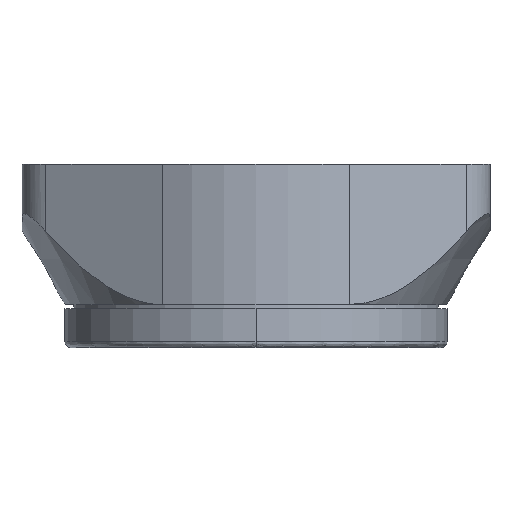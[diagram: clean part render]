
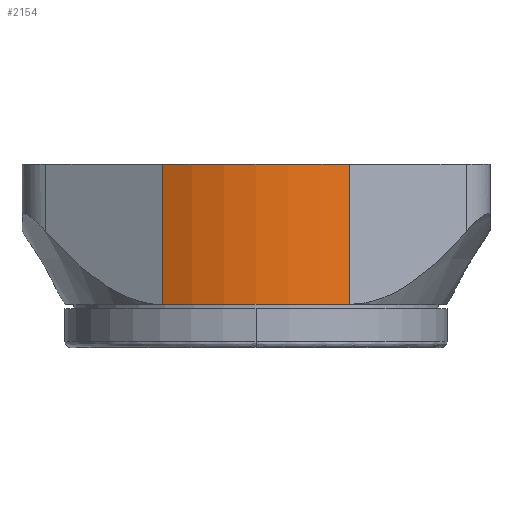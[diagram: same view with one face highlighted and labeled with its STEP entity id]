
A CAD part, top view. The second image highlights one B-rep face of the part: STEP entity #2154.
In plain terms, the highlighted cylindrical face has radius 49 mm (diameter 98 mm), a partial arc.
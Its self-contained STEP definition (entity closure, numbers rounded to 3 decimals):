
#356 = VECTOR ( 'NONE', #15275, 1000. ) ;
#954 = VERTEX_POINT ( 'NONE', #5434 ) ;
#2046 = VERTEX_POINT ( 'NONE', #9612 ) ;
#2154 = ADVANCED_FACE ( 'NONE', ( #3775 ), #18263, .T. ) ;
#2301 = AXIS2_PLACEMENT_3D ( 'NONE', #9682, #8844, #12843 ) ;
#2489 = CIRCLE ( 'NONE', #2301, 49. ) ;
#2695 = EDGE_CURVE ( 'NONE', #17943, #16416, #2489, .T. ) ;
#2719 = DIRECTION ( 'NONE',  ( 0., 0., -1. ) ) ;
#2742 = CARTESIAN_POINT ( 'NONE',  ( 0., 37.8, 0. ) ) ;
#2785 = AXIS2_PLACEMENT_3D ( 'NONE', #2742, #6349, #2719 ) ;
#3026 = EDGE_CURVE ( 'NONE', #16416, #2046, #11317, .T. ) ;
#3331 = CARTESIAN_POINT ( 'NONE',  ( -23.996, 37.8, 42.722 ) ) ;
#3374 = DIRECTION ( 'NONE',  ( 0., -1., 0. ) ) ;
#3773 = AXIS2_PLACEMENT_3D ( 'NONE', #13170, #13113, #12990 ) ;
#3775 = FACE_OUTER_BOUND ( 'NONE', #17043, .T. ) ;
#3807 = CIRCLE ( 'NONE', #3773, 49. ) ;
#5434 = CARTESIAN_POINT ( 'NONE',  ( 23.996, 0., 42.722 ) ) ;
#6349 = DIRECTION ( 'NONE',  ( 0., -1., 0. ) ) ;
#6725 = ORIENTED_EDGE ( 'NONE', *, *, #9892, .T. ) ;
#6914 = ORIENTED_EDGE ( 'NONE', *, *, #3026, .T. ) ;
#7776 = CARTESIAN_POINT ( 'NONE',  ( -23.996, 36., 42.722 ) ) ;
#8844 = DIRECTION ( 'NONE',  ( 0., -1., 0. ) ) ;
#9612 = CARTESIAN_POINT ( 'NONE',  ( -23.996, 0., 42.722 ) ) ;
#9682 = CARTESIAN_POINT ( 'NONE',  ( 0., 36., 0. ) ) ;
#9892 = EDGE_CURVE ( 'NONE', #2046, #954, #3807, .T. ) ;
#10173 = VECTOR ( 'NONE', #3374, 1000. ) ;
#10448 = EDGE_CURVE ( 'NONE', #954, #17943, #14997, .T. ) ;
#10766 = ORIENTED_EDGE ( 'NONE', *, *, #2695, .T. ) ;
#10875 = CARTESIAN_POINT ( 'NONE',  ( 23.996, 36., 42.722 ) ) ;
#11317 = LINE ( 'NONE', #3331, #10173 ) ;
#11463 = CARTESIAN_POINT ( 'NONE',  ( 23.996, 37.8, 42.722 ) ) ;
#12843 = DIRECTION ( 'NONE',  ( 0., 0., -1. ) ) ;
#12990 = DIRECTION ( 'NONE',  ( 0., 0., -1. ) ) ;
#13113 = DIRECTION ( 'NONE',  ( 0., 1., 0. ) ) ;
#13170 = CARTESIAN_POINT ( 'NONE',  ( 0., 0., 0. ) ) ;
#14997 = LINE ( 'NONE', #11463, #356 ) ;
#15275 = DIRECTION ( 'NONE',  ( 0., 1., 0. ) ) ;
#16416 = VERTEX_POINT ( 'NONE', #7776 ) ;
#17043 = EDGE_LOOP ( 'NONE', ( #6725, #18496, #10766, #6914 ) ) ;
#17943 = VERTEX_POINT ( 'NONE', #10875 ) ;
#18263 = CYLINDRICAL_SURFACE ( 'NONE', #2785, 49. ) ;
#18496 = ORIENTED_EDGE ( 'NONE', *, *, #10448, .T. ) ;
